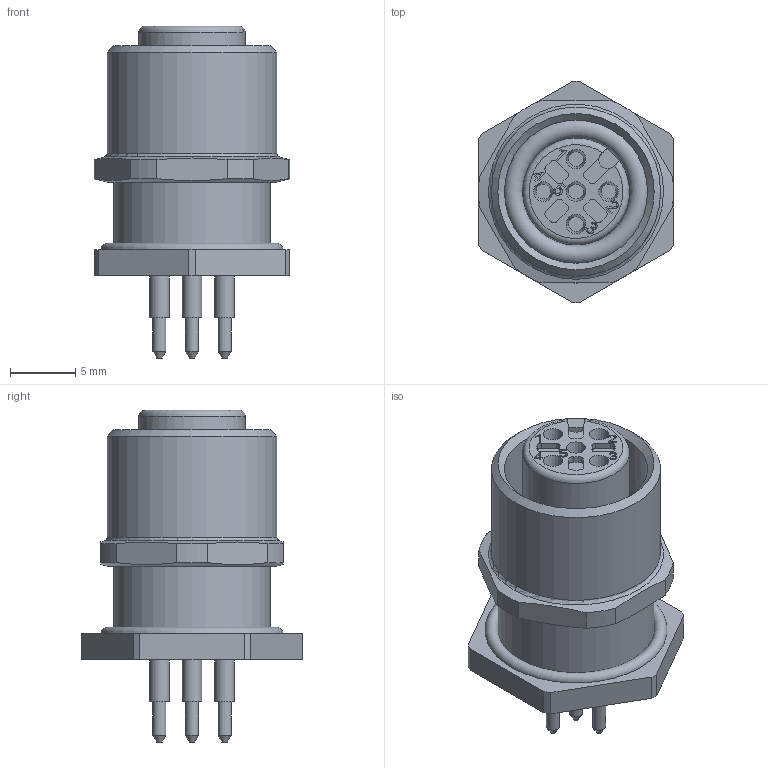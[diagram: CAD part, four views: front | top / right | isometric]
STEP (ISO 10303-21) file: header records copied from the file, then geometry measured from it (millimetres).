
FILE_DESCRIPTION(/* description */ (''),/* implementation_level */ '2;1');
FILE_NAME(/* name */ 'AL-FHM12KUA5-P_M12_S3550.stp',/* time_stamp */ '2018-01-29T16:51:27+01:00',/* author */ (''),/* organization */ (''),/* preprocessor_version */ 'ST-DEVELOPER v16',/* originating_system */ 'SIEMENS PLM Software NX 10.0',/* authorisation */ '');
FILE_SCHEMA (('AUTOMOTIVE_DESIGN { 1 0 10303 214 3 1 1 1 }'));
Length unit declared in the file: millimetre
Products named in the file (1): AL-FHM12KUA5-P_M12_S3550_stp
Bounding box: 15 x 17 x 25.5 mm (x, y, z)
Volume: 2258.6 mm3; surface area: 1849.6 mm2
Topology: 1 solids, 1 shells, 189 faces, 474 edges, 313 vertices
Faces by surface type: plane 85, cylinder 54, extrusion 32, cone 14, torus 4
Full cylindrical faces by diameter (mm): 1 x5, 1.15 x5, 1.5 x5, 11 x1, 12 x1, 13 x1
Entity records: 5763 total; most frequent: CARTESIAN_POINT 1462, ORIENTED_EDGE 852, DIRECTION 821, EDGE_CURVE 426, VERTEX_POINT 300, AXIS2_PLACEMENT_3D 283, VECTOR 255, EDGE_LOOP 250
